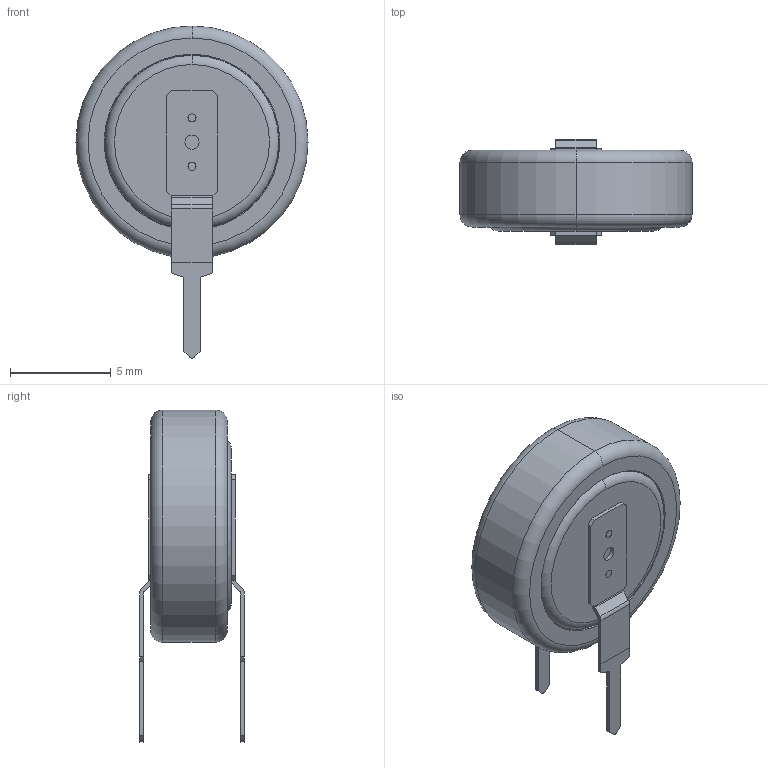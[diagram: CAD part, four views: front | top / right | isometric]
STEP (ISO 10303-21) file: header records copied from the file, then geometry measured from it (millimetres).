
FILE_DESCRIPTION(('FreeCAD Model'),'2;1');
FILE_NAME('Open CASCADE Shape Model','2026-02-23T20:22:19',( 'kicad StepUp'),('ksu MCAD'),'Open CASCADE STEP processor 7.8', 'FreeCAD','Unknown');
FILE_SCHEMA(('AUTOMOTIVE_DESIGN { 1 0 10303 214 1 1 1 1 }'));
Length unit declared in the file: millimetre
Products named in the file (7): KR-5R5V224-R; KR-5R5V104_224_334_474-R; KR-5R5V104_224_334_474-R001; KR-5R5V104_224_334_474-R002; KR-5R5V104_224_334_474-R003; KR-5R5V104_224_334_474-R004; KR-5R5V104_224_334_474-R005
Assembly tree (6 placements, depth 2):
  KR-5R5V224-R
    KR-5R5V104_224_334_474-R
    KR-5R5V104_224_334_474-R001
    KR-5R5V104_224_334_474-R002
    KR-5R5V104_224_334_474-R003
    KR-5R5V104_224_334_474-R004
    KR-5R5V104_224_334_474-R005
Bounding box: 11.5 x 5.2 x 16.45 mm (x, y, z)
Surface area: 463 mm2 (no closed solid volume)
Topology: 0 solids, 6 shells, 83 faces, 228 edges, 156 vertices
Faces by surface type: plane 51, cylinder 24, torus 6, cone 2
Entity records: 2821 total; most frequent: CARTESIAN_POINT 498, DIRECTION 478, ORIENTED_EDGE 408, EDGE_CURVE 228, AXIS2_PLACEMENT_3D 168, VERTEX_POINT 156, LINE 142, VECTOR 142
